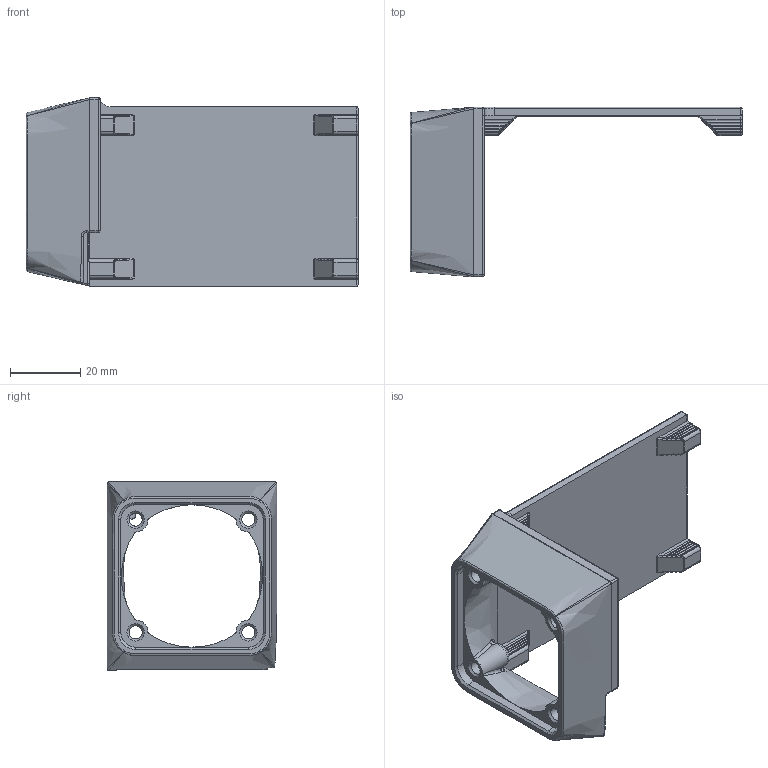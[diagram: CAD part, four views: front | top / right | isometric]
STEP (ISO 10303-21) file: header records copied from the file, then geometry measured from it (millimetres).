
FILE_DESCRIPTION(/* description */ (''),/* implementation_level */ '2;1');
FILE_NAME(/* name */ 'Fan Shroud.step',/* time_stamp */ '2022-05-01T11:51:47-05:00',/* author */ (''),/* organization */ (''),/* preprocessor_version */ 'ST-DEVELOPER v18.1',/* originating_system */ 'Autodesk Translation Framework v10.14.0.1471',/* authorisation */ '');
FILE_SCHEMA (('AUTOMOTIVE_DESIGN { 1 0 10303 214 3 1 1 }'));
Length unit declared in the file: millimetre
Products named in the file (1): Fan Shroud
Bounding box: 94.2 x 48.1 x 53.4 mm (x, y, z)
Volume: 25087.1 mm3; surface area: 16990.1 mm2
Topology: 1 solids, 1 shells, 469 faces, 1180 edges, 662 vertices
Faces by surface type: bspline 225, cylinder 139, plane 53, torus 29, sphere 14, cone 9
Full cylindrical faces by diameter (mm): 3.7 x4
Entity records: 22719 total; most frequent: CARTESIAN_POINT 13049, ORIENTED_EDGE 2260, DIRECTION 1620, EDGE_CURVE 1130, AXIS2_PLACEMENT_3D 685, VERTEX_POINT 662, EDGE_LOOP 478, FACE_OUTER_BOUND 469
